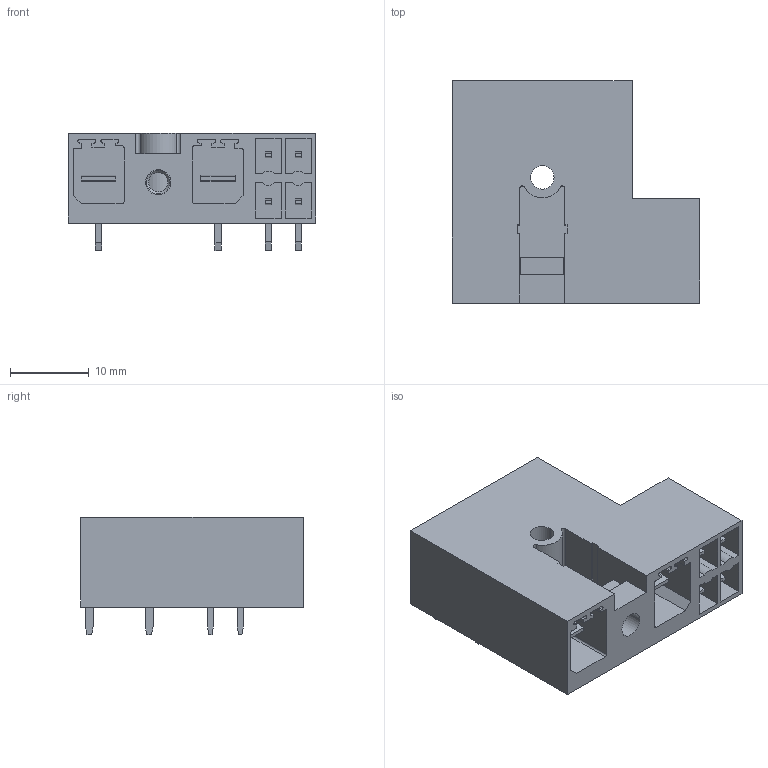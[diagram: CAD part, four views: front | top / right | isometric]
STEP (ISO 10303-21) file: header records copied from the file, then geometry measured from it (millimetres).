
FILE_DESCRIPTION(('CATIA V5 STEP Exchange'),'2;1');
FILE_NAME ('D1448391_0_1089510000_1089510000.stp','2018-11-27T10:20:45+00:00',('none'),('Weidmueller'),'CATIA Version 5-6 Release 2014','CATIA V5 STEP AP203','none');
FILE_SCHEMA(('CONFIG_CONTROL_DESIGN'));
Length unit declared in the file: millimetre
Products named in the file (1): 1089510000
Bounding box: 31.45 x 28.3 x 14.9 mm (x, y, z)
Volume: 6136.3 mm3; surface area: 6173.5 mm2
Topology: 8 solids, 8 shells, 294 faces, 812 edges, 538 vertices
Faces by surface type: plane 257, cylinder 35, cone 2
Entity records: 7903 total; most frequent: ORIENTED_EDGE 1624, CARTESIAN_POINT 1342, DIRECTION 1008, EDGE_CURVE 726, VECTOR 662, LINE 662, VERTEX_POINT 474, EDGE_LOOP 320
